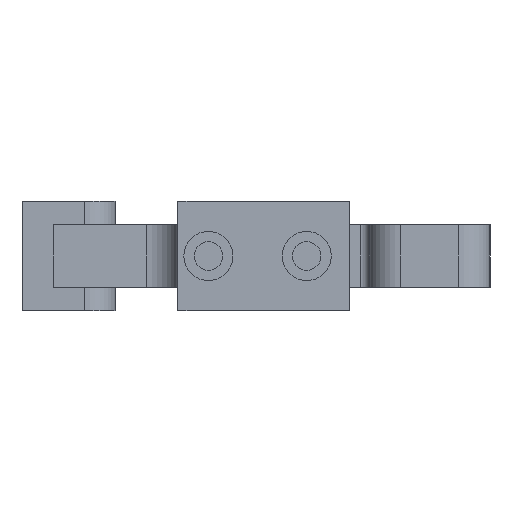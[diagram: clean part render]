
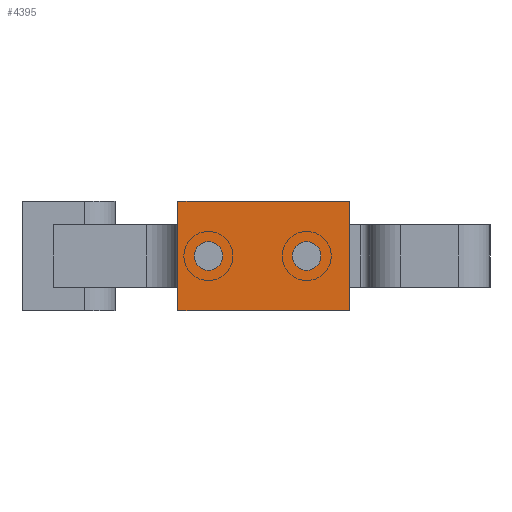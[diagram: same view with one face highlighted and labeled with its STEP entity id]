
A CAD part, front view. The second image highlights one B-rep face of the part: STEP entity #4395.
In plain terms, the highlighted planar face has unit normal (0, -1, 0).
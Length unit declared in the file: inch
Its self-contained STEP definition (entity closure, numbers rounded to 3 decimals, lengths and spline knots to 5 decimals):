
#76 = ORIENTED_EDGE ( 'NONE', *, *, #86, .F. ) ;
#86 = EDGE_CURVE ( 'NONE', #2321, #3251, #4656, .T. ) ;
#99 = CIRCLE ( 'NONE', #431, 0.11417 ) ;
#101 = CARTESIAN_POINT ( 'NONE',  ( 0.34375, -0.375, 0. ) ) ;
#188 = EDGE_CURVE ( 'NONE', #376, #2521, #4513, .T. ) ;
#239 = CARTESIAN_POINT ( 'NONE',  ( -0.6875, -0.375, 0.44 ) ) ;
#255 = AXIS2_PLACEMENT_3D ( 'NONE', #2602, #4149, #3806 ) ;
#333 = VECTOR ( 'NONE', #1020, 39.37008 ) ;
#376 = VERTEX_POINT ( 'NONE', #1352 ) ;
#431 = AXIS2_PLACEMENT_3D ( 'NONE', #101, #3120, #4689 ) ;
#495 = CARTESIAN_POINT ( 'NONE',  ( 0., -0.375, 0. ) ) ;
#505 = ORIENTED_EDGE ( 'NONE', *, *, #979, .T. ) ;
#533 = CARTESIAN_POINT ( 'NONE',  ( 0.34375, -0.375, 0.11417 ) ) ;
#687 = DIRECTION ( 'NONE',  ( 0., 0., 1. ) ) ;
#741 = CARTESIAN_POINT ( 'NONE',  ( -0.6875, -0.375, -0.44 ) ) ;
#883 = FACE_OUTER_BOUND ( 'NONE', #1958, .T. ) ;
#954 = LINE ( 'NONE', #2576, #1781 ) ;
#979 = EDGE_CURVE ( 'NONE', #2521, #376, #3310, .T. ) ;
#982 = AXIS2_PLACEMENT_3D ( 'NONE', #2031, #4709, #3140 ) ;
#1020 = DIRECTION ( 'NONE',  ( 0., 0., -1. ) ) ;
#1102 = DIRECTION ( 'NONE',  ( 0., 1., 0. ) ) ;
#1168 = CARTESIAN_POINT ( 'NONE',  ( 0.6875, -0.375, -0.44 ) ) ;
#1275 = FACE_BOUND ( 'NONE', #3539, .T. ) ;
#1352 = CARTESIAN_POINT ( 'NONE',  ( -0.44365, -0.375, -0.11417 ) ) ;
#1471 = LINE ( 'NONE', #4520, #3812 ) ;
#1765 = DIRECTION ( 'NONE',  ( 0., 0., 1. ) ) ;
#1781 = VECTOR ( 'NONE', #3679, 39.37008 ) ;
#1879 = VECTOR ( 'NONE', #2699, 39.37008 ) ;
#1903 = LINE ( 'NONE', #741, #1879 ) ;
#1958 = EDGE_LOOP ( 'NONE', ( #2515, #3431, #76, #4096 ) ) ;
#1969 = CARTESIAN_POINT ( 'NONE',  ( 0.34375, -0.375, -0.11417 ) ) ;
#2031 = CARTESIAN_POINT ( 'NONE',  ( -0.44365, -0.375, 0. ) ) ;
#2065 = DIRECTION ( 'NONE',  ( 0., 1., 0. ) ) ;
#2268 = ORIENTED_EDGE ( 'NONE', *, *, #4401, .T. ) ;
#2321 = VERTEX_POINT ( 'NONE', #3908 ) ;
#2515 = ORIENTED_EDGE ( 'NONE', *, *, #4999, .F. ) ;
#2521 = VERTEX_POINT ( 'NONE', #4827 ) ;
#2558 = EDGE_CURVE ( 'NONE', #2321, #3051, #954, .T. ) ;
#2576 = CARTESIAN_POINT ( 'NONE',  ( 0.6875, -0.375, 0.44 ) ) ;
#2602 = CARTESIAN_POINT ( 'NONE',  ( -0.44365, -0.375, 0. ) ) ;
#2699 = DIRECTION ( 'NONE',  ( 1., 0., 0. ) ) ;
#2846 = VERTEX_POINT ( 'NONE', #5054 ) ;
#3051 = VERTEX_POINT ( 'NONE', #239 ) ;
#3120 = DIRECTION ( 'NONE',  ( 0., 1., 0. ) ) ;
#3140 = DIRECTION ( 'NONE',  ( 0., 0., 1. ) ) ;
#3251 = VERTEX_POINT ( 'NONE', #1168 ) ;
#3310 = CIRCLE ( 'NONE', #255, 0.11417 ) ;
#3431 = ORIENTED_EDGE ( 'NONE', *, *, #3477, .T. ) ;
#3477 = EDGE_CURVE ( 'NONE', #2846, #3251, #1903, .T. ) ;
#3539 = EDGE_LOOP ( 'NONE', ( #505, #4036 ) ) ;
#3549 = EDGE_CURVE ( 'NONE', #4081, #4660, #4119, .T. ) ;
#3641 = DIRECTION ( 'NONE',  ( 0., 0., 1. ) ) ;
#3679 = DIRECTION ( 'NONE',  ( -1., 0., 0. ) ) ;
#3806 = DIRECTION ( 'NONE',  ( 0., 0., 1. ) ) ;
#3812 = VECTOR ( 'NONE', #1765, 39.37008 ) ;
#3908 = CARTESIAN_POINT ( 'NONE',  ( 0.6875, -0.375, 0.44 ) ) ;
#4026 = PLANE ( 'NONE',  #4140 ) ;
#4036 = ORIENTED_EDGE ( 'NONE', *, *, #188, .T. ) ;
#4081 = VERTEX_POINT ( 'NONE', #1969 ) ;
#4096 = ORIENTED_EDGE ( 'NONE', *, *, #2558, .T. ) ;
#4119 = CIRCLE ( 'NONE', #4191, 0.11417 ) ;
#4140 = AXIS2_PLACEMENT_3D ( 'NONE', #495, #2065, #3641 ) ;
#4149 = DIRECTION ( 'NONE',  ( 0., 1., 0. ) ) ;
#4191 = AXIS2_PLACEMENT_3D ( 'NONE', #4221, #1102, #687 ) ;
#4221 = CARTESIAN_POINT ( 'NONE',  ( 0.34375, -0.375, 0. ) ) ;
#4395 = ADVANCED_FACE ( 'NONE', ( #4792, #1275, #883 ), #4026, .F. ) ;
#4401 = EDGE_CURVE ( 'NONE', #4660, #4081, #99, .T. ) ;
#4513 = CIRCLE ( 'NONE', #982, 0.11417 ) ;
#4520 = CARTESIAN_POINT ( 'NONE',  ( -0.6875, -0.375, 0.75 ) ) ;
#4541 = CARTESIAN_POINT ( 'NONE',  ( 0.6875, -0.375, 0.75 ) ) ;
#4656 = LINE ( 'NONE', #4541, #333 ) ;
#4660 = VERTEX_POINT ( 'NONE', #533 ) ;
#4689 = DIRECTION ( 'NONE',  ( 0., 0., 1. ) ) ;
#4696 = EDGE_LOOP ( 'NONE', ( #2268, #4795 ) ) ;
#4709 = DIRECTION ( 'NONE',  ( 0., 1., 0. ) ) ;
#4792 = FACE_BOUND ( 'NONE', #4696, .T. ) ;
#4795 = ORIENTED_EDGE ( 'NONE', *, *, #3549, .T. ) ;
#4827 = CARTESIAN_POINT ( 'NONE',  ( -0.44365, -0.375, 0.11417 ) ) ;
#4999 = EDGE_CURVE ( 'NONE', #2846, #3051, #1471, .T. ) ;
#5054 = CARTESIAN_POINT ( 'NONE',  ( -0.6875, -0.375, -0.44 ) ) ;
